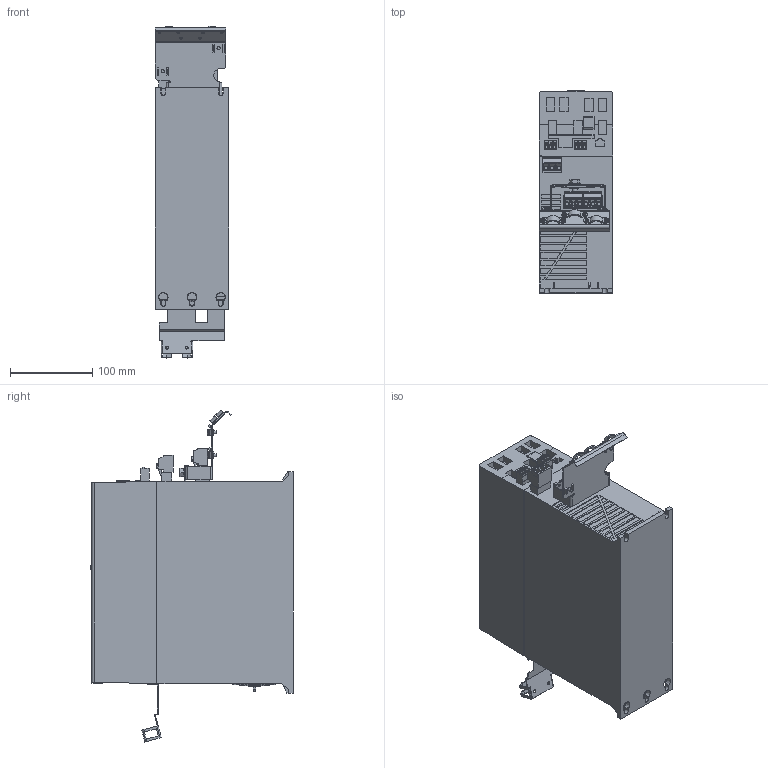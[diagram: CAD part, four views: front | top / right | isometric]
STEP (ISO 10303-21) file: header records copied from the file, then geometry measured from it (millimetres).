
FILE_DESCRIPTION((''),'2;1');
FILE_NAME('MCAD_FA02B_IP20','2022-01-17T11:03:17',('U333300'),('Danfoss Drives A/S'),'CREO PARAMETRIC BY PTC INC, 2019344','CREO PARAMETRIC BY PTC INC, 2019344','');
FILE_SCHEMA(('CONFIG_CONTROL_DESIGN','GEOMETRIC_VALIDATION_PROPERTIES_MIM'));
Products named in the file (1): MCAD_FA02B_IP20
Bounding box: 90 x 247 x 404.87 mm (x, y, z)
Volume: 5503514.6 mm3; surface area: 284887.3 mm2
Topology: 1 solids, 2 shells, 2216 faces, 6171 edges, 4053 vertices
Faces by surface type: plane 1482, cylinder 505, extrusion 109, cone 80, sphere 23, bspline 9, torus 8
Entity records: 86877 total; most frequent: CARTESIAN_POINT 15693, ORIENTED_EDGE 12330, DIRECTION 10896, EDGE_CURVE 6165, VECTOR 4444, LINE 4335, VERTEX_POINT 4053, AXIS2_PLACEMENT_3D 3226
